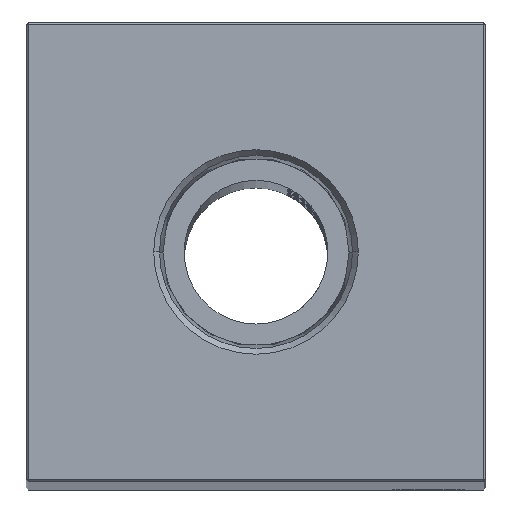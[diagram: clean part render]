
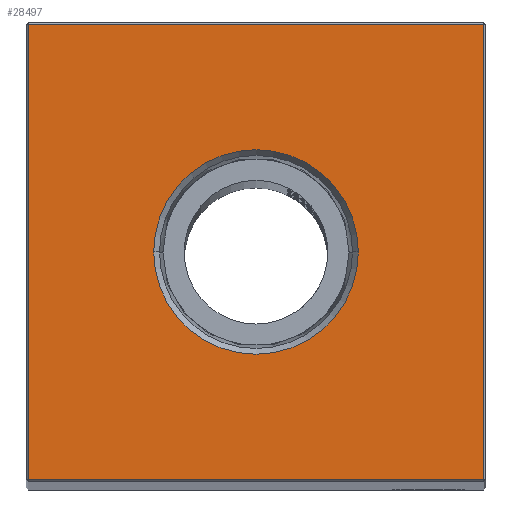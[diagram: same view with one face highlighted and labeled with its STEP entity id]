
A CAD part, top view. The second image highlights one B-rep face of the part: STEP entity #28497.
In plain terms, the highlighted planar face has unit normal (0, 0, 1).
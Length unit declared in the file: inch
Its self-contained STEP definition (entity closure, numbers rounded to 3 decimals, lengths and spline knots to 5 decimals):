
#2097 = DIRECTION ( 'NONE',  ( 0., -1., 0. ) ) ;
#2399 = LINE ( 'NONE', #13118, #34927 ) ;
#3605 = DIRECTION ( 'NONE',  ( -1., 0., 0. ) ) ;
#3846 = DIRECTION ( 'NONE',  ( 0., 0., 1. ) ) ;
#4275 = FACE_OUTER_BOUND ( 'NONE', #6373, .T. ) ;
#4323 = EDGE_CURVE ( 'NONE', #28197, #16504, #2399, .T. ) ;
#4633 = DIRECTION ( 'NONE',  ( 0., 0., -1. ) ) ;
#4761 = CARTESIAN_POINT ( 'NONE',  ( 0.99, 0., 20.25 ) ) ;
#6003 = CIRCLE ( 'NONE', #25803, 0.44487 ) ;
#6130 = ORIENTED_EDGE ( 'NONE', *, *, #4323, .T. ) ;
#6276 = DIRECTION ( 'NONE',  ( 0., 0., 1. ) ) ;
#6373 = EDGE_LOOP ( 'NONE', ( #12127, #6130, #31694, #29017 ) ) ;
#9648 = VECTOR ( 'NONE', #3605, 39.37008 ) ;
#9728 = CARTESIAN_POINT ( 'NONE',  ( 0.44487, 0., 20.25 ) ) ;
#10901 = AXIS2_PLACEMENT_3D ( 'NONE', #30630, #6276, #16986 ) ;
#11286 = CARTESIAN_POINT ( 'NONE',  ( -0.44487, 0., 20.25 ) ) ;
#11770 = EDGE_LOOP ( 'NONE', ( #26007, #24211 ) ) ;
#12127 = ORIENTED_EDGE ( 'NONE', *, *, #16946, .T. ) ;
#13118 = CARTESIAN_POINT ( 'NONE',  ( 0., -0.99, 20.25 ) ) ;
#14160 = EDGE_CURVE ( 'NONE', #34581, #20105, #6003, .T. ) ;
#14564 = DIRECTION ( 'NONE',  ( 1., 0., 0. ) ) ;
#14993 = FACE_BOUND ( 'NONE', #11770, .T. ) ;
#15037 = CARTESIAN_POINT ( 'NONE',  ( -0.99, -0.99, 20.25 ) ) ;
#15345 = DIRECTION ( 'NONE',  ( -1., 0., 0. ) ) ;
#15453 = LINE ( 'NONE', #26357, #23171 ) ;
#15470 = DIRECTION ( 'NONE',  ( 0., 1., 0. ) ) ;
#15774 = VECTOR ( 'NONE', #15470, 39.37008 ) ;
#16504 = VERTEX_POINT ( 'NONE', #32387 ) ;
#16946 = EDGE_CURVE ( 'NONE', #21148, #28197, #15453, .T. ) ;
#16969 = LINE ( 'NONE', #27902, #9648 ) ;
#16986 = DIRECTION ( 'NONE',  ( 1., 0., 0. ) ) ;
#17425 = EDGE_CURVE ( 'NONE', #28524, #21148, #16969, .T. ) ;
#20105 = VERTEX_POINT ( 'NONE', #9728 ) ;
#21148 = VERTEX_POINT ( 'NONE', #32431 ) ;
#22065 = AXIS2_PLACEMENT_3D ( 'NONE', #28944, #4633, #15345 ) ;
#23171 = VECTOR ( 'NONE', #2097, 39.37008 ) ;
#23957 = DIRECTION ( 'NONE',  ( 1., 0., 0. ) ) ;
#24211 = ORIENTED_EDGE ( 'NONE', *, *, #14160, .F. ) ;
#25803 = AXIS2_PLACEMENT_3D ( 'NONE', #28145, #3846, #14564 ) ;
#25888 = PLANE ( 'NONE',  #22065 ) ;
#25923 = CARTESIAN_POINT ( 'NONE',  ( 0.99, 0.99, 20.25 ) ) ;
#26007 = ORIENTED_EDGE ( 'NONE', *, *, #34944, .F. ) ;
#26220 = CIRCLE ( 'NONE', #10901, 0.44487 ) ;
#26357 = CARTESIAN_POINT ( 'NONE',  ( -0.99, 0., 20.25 ) ) ;
#27902 = CARTESIAN_POINT ( 'NONE',  ( 0., 0.99, 20.25 ) ) ;
#28145 = CARTESIAN_POINT ( 'NONE',  ( 0., 0., 20.25 ) ) ;
#28197 = VERTEX_POINT ( 'NONE', #15037 ) ;
#28497 = ADVANCED_FACE ( 'NONE', ( #4275, #14993 ), #25888, .F. ) ;
#28524 = VERTEX_POINT ( 'NONE', #25923 ) ;
#28944 = CARTESIAN_POINT ( 'NONE',  ( 0., 0., 20.25 ) ) ;
#29017 = ORIENTED_EDGE ( 'NONE', *, *, #17425, .T. ) ;
#29073 = LINE ( 'NONE', #4761, #15774 ) ;
#30630 = CARTESIAN_POINT ( 'NONE',  ( 0., 0., 20.25 ) ) ;
#31694 = ORIENTED_EDGE ( 'NONE', *, *, #33238, .T. ) ;
#32387 = CARTESIAN_POINT ( 'NONE',  ( 0.99, -0.99, 20.25 ) ) ;
#32431 = CARTESIAN_POINT ( 'NONE',  ( -0.99, 0.99, 20.25 ) ) ;
#33238 = EDGE_CURVE ( 'NONE', #16504, #28524, #29073, .T. ) ;
#34581 = VERTEX_POINT ( 'NONE', #11286 ) ;
#34927 = VECTOR ( 'NONE', #23957, 39.37008 ) ;
#34944 = EDGE_CURVE ( 'NONE', #20105, #34581, #26220, .T. ) ;
